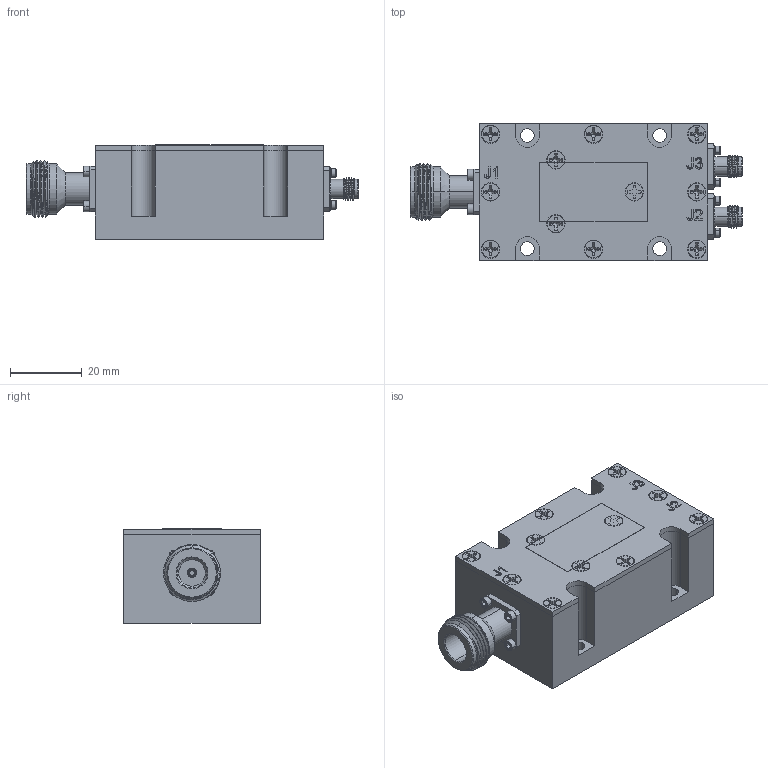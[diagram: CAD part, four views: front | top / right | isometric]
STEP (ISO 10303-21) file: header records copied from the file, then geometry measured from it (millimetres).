
FILE_DESCRIPTION (( 'STEP AP214' ), '1' );
FILE_NAME ('FMS0034_3D.step', '2024-07-26T22:58:11', ( '' ), ( '' ), 'SwSTEP 2.0', 'SolidWorks 2022', '' );
FILE_SCHEMA (( 'AUTOMOTIVE_DESIGN' ));
Length unit declared in the file: inch
Products named in the file (1): FMS0034_3D
Bounding box: 92.39 x 38.1 x 26.24 mm (x, y, z)
Volume: 62427.9 mm3; surface area: 15822.3 mm2
Topology: 2 solids, 10 shells, 1186 faces, 2950 edges, 1868 vertices
Faces by surface type: plane 471, cylinder 344, cone 272, bspline 95, torus 4
Entity records: 58021 total; most frequent: CARTESIAN_POINT 31745, ORIENTED_EDGE 5856, DIRECTION 4939, EDGE_CURVE 2928, VERTEX_POINT 1868, AXIS2_PLACEMENT_3D 1856, EDGE_LOOP 1316, VECTOR 1227
